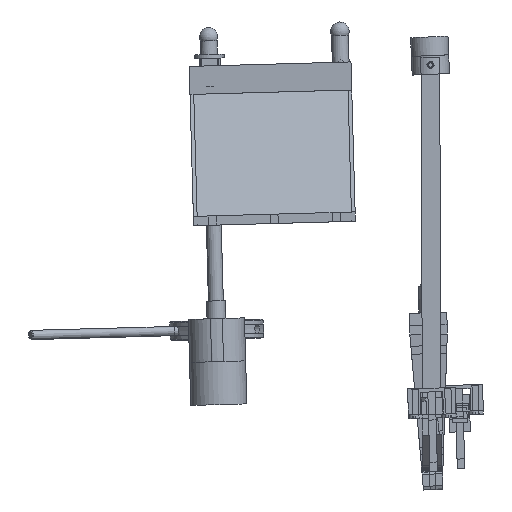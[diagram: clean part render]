
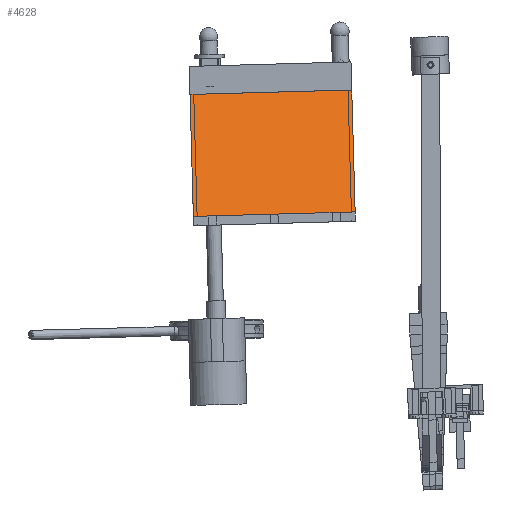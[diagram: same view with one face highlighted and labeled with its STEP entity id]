
A CAD part, left-side view. The second image highlights one B-rep face of the part: STEP entity #4628.
In plain terms, the highlighted face is planar.
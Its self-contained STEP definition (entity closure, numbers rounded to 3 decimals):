
#3131=LINE('',#10351,#3565);
#3139=LINE('',#10369,#3573);
#3156=LINE('',#10404,#3590);
#3167=LINE('',#10439,#3601);
#3565=VECTOR('',#8782,1.);
#3573=VECTOR('',#8792,1.);
#3590=VECTOR('',#8817,1.);
#3601=VECTOR('',#8854,1.);
#4029=PLANE('',#8141);
#4628=ADVANCED_FACE('',(#4918),#4029,.T.);
#4918=FACE_OUTER_BOUND('',#5162,.T.);
#5162=EDGE_LOOP('',(#5850,#5851,#5852,#5853));
#5850=ORIENTED_EDGE('',*,*,#7397,.F.);
#5851=ORIENTED_EDGE('',*,*,#7371,.T.);
#5852=ORIENTED_EDGE('',*,*,#7379,.T.);
#5853=ORIENTED_EDGE('',*,*,#7413,.T.);
#6877=VERTEX_POINT('',#10352);
#6878=VERTEX_POINT('',#10353);
#6885=VERTEX_POINT('',#10368);
#6900=VERTEX_POINT('',#10405);
#7371=EDGE_CURVE('',#6877,#6878,#3131,.T.);
#7379=EDGE_CURVE('',#6878,#6885,#3139,.T.);
#7397=EDGE_CURVE('',#6877,#6900,#3156,.T.);
#7413=EDGE_CURVE('',#6885,#6900,#3167,.T.);
#8141=AXIS2_PLACEMENT_3D('',#10460,#8878,#8879);
#8782=DIRECTION('',(-1.,0.,0.));
#8792=DIRECTION('',(0.,-0.864,0.504));
#8817=DIRECTION('',(0.,-0.864,0.504));
#8854=DIRECTION('',(1.,0.,0.));
#8878=DIRECTION('',(0.,0.504,0.864));
#8879=DIRECTION('',(0.,-0.864,0.504));
#10351=CARTESIAN_POINT('',(43.25,0.,40.));
#10352=CARTESIAN_POINT('',(86.5,0.,40.));
#10353=CARTESIAN_POINT('',(0.,0.,40.));
#10368=CARTESIAN_POINT('',(0.,-65.2,78.));
#10369=CARTESIAN_POINT('',(0.,0.,
40.));
#10404=CARTESIAN_POINT('',(86.5,0.,40.));
#10405=CARTESIAN_POINT('',(86.5,-65.2,78.));
#10439=CARTESIAN_POINT('',(0.,-65.2,78.));
#10460=CARTESIAN_POINT('',(0.,0.,
40.));
